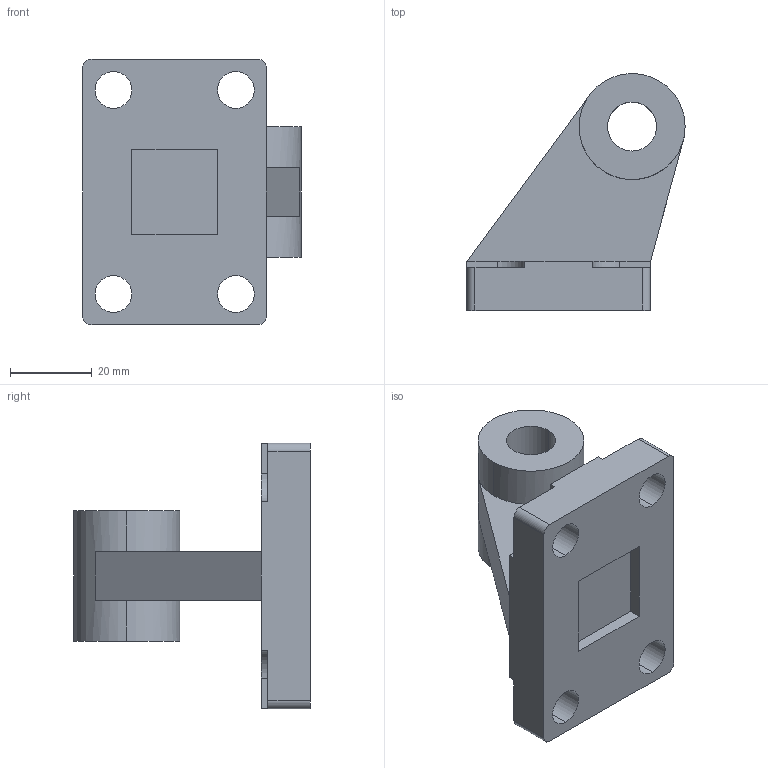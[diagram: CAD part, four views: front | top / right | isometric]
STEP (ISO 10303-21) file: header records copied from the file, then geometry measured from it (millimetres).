
FILE_DESCRIPTION (( 'STEP AP203' ), '1' );
FILE_NAME ('W0950502017.step', '2025-05-29T13:01:19', ( '' ), ( '' ), 'SwSTEP 2.0', 'SolidWorks 2024', '' );
FILE_SCHEMA (( 'CONFIG_CONTROL_DESIGN' ));
Length unit declared in the file: millimetre
Products named in the file (1): W0950502017
Bounding box: 53.5 x 58 x 65 mm (x, y, z)
Volume: 54924.2 mm3; surface area: 15839.4 mm2
Topology: 1 solids, 1 shells, 50 faces, 137 edges, 90 vertices
Faces by surface type: plane 30, cylinder 20
Entity records: 1690 total; most frequent: DIRECTION 283, CARTESIAN_POINT 278, ORIENTED_EDGE 274, EDGE_CURVE 137, AXIS2_PLACEMENT_3D 95, LINE 93, VECTOR 93, VERTEX_POINT 90
